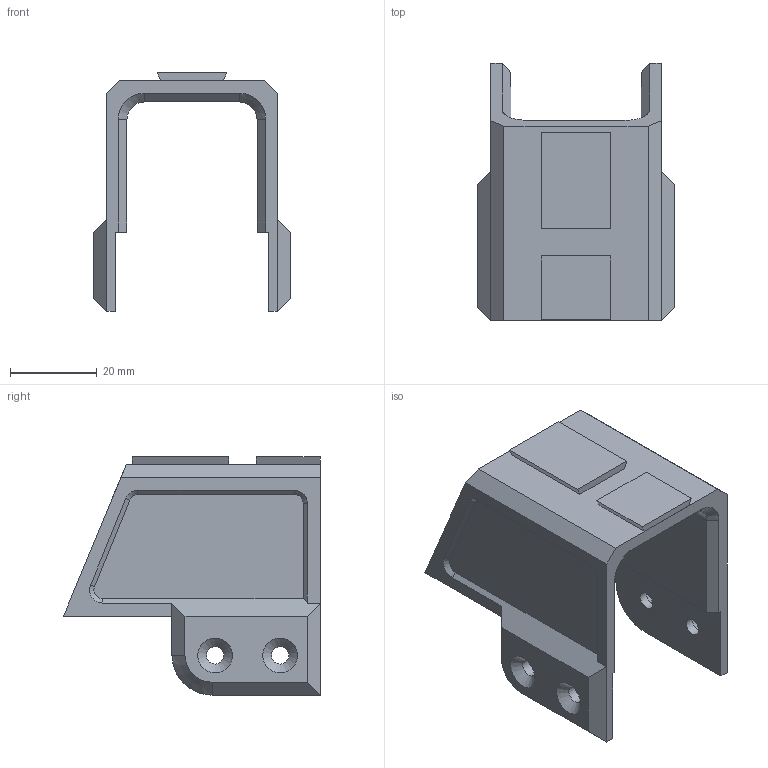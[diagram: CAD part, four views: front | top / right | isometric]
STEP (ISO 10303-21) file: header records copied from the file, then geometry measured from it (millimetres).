
FILE_DESCRIPTION(('HOOPS Exchange Step'),'2;1');
FILE_NAME('temp_export','2023-01-25T00:48:09-15:00',('mobile'),('Shapr3D Limited'),'HOOPS Exchange 2022.2','Shapr3D','Authorized');
FILE_SCHEMA( ('AUTOMOTIVE_DESIGN { 1 0 10303 214 1 1 1 1 }') );
Length unit declared in the file: millimetre
Products named in the file (1): T-P2
Bounding box: 45.3 x 59.26 x 54.96 mm (x, y, z)
Volume: 27361.8 mm3; surface area: 14387.7 mm2
Topology: 1 solids, 1 shells, 91 faces, 235 edges, 150 vertices
Faces by surface type: plane 69, cone 12, cylinder 8, bspline 2
Full cylindrical faces by diameter (mm): 4 x4
Entity records: 2821 total; most frequent: CARTESIAN_POINT 551, ORIENTED_EDGE 470, DIRECTION 443, EDGE_CURVE 235, VECTOR 199, LINE 199, VERTEX_POINT 150, AXIS2_PLACEMENT_3D 122
